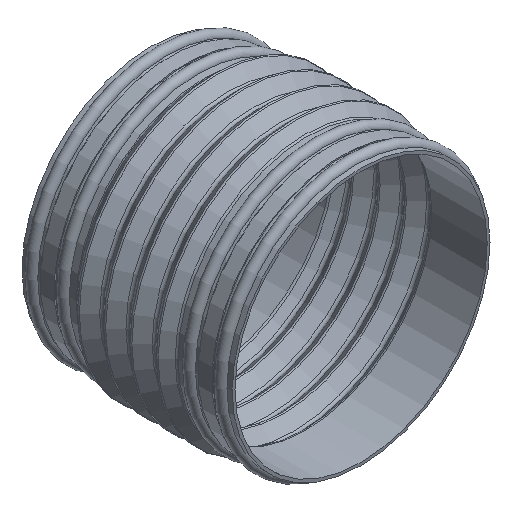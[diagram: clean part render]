
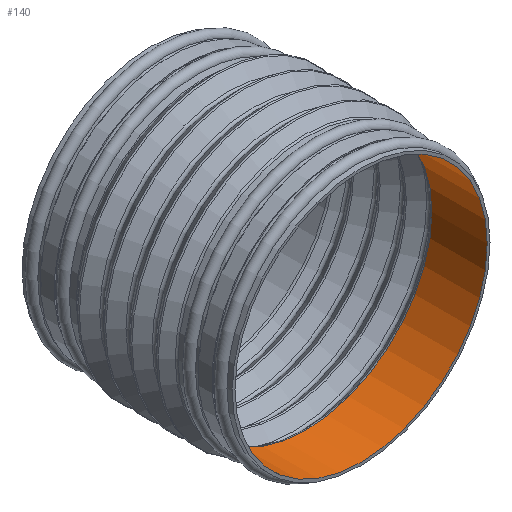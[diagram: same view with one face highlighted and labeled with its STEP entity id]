
A CAD part, isometric view. The second image highlights one B-rep face of the part: STEP entity #140.
In plain terms, the highlighted cylindrical face has radius 90 mm (diameter 180 mm), a full revolution.
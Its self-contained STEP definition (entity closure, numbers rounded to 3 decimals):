
#140 = ADVANCED_FACE( '', ( #360, #361 ), #362, .F. );
#360 = FACE_OUTER_BOUND( '', #707, .T. );
#361 = FACE_OUTER_BOUND( '', #708, .T. );
#362 = CYLINDRICAL_SURFACE( '', #709, 90. );
#707 = EDGE_LOOP( '', ( #1103 ) );
#708 = EDGE_LOOP( '', ( #1104 ) );
#709 = AXIS2_PLACEMENT_3D( '', #1105, #1106, #1107 );
#1103 = ORIENTED_EDGE( '', *, *, #1780, .T. );
#1104 = ORIENTED_EDGE( '', *, *, #1781, .F. );
#1105 = CARTESIAN_POINT( '', ( 0., 0., 0. ) );
#1106 = DIRECTION( '', ( 0., 1., 0. ) );
#1107 = DIRECTION( '', ( 0., 0., -1. ) );
#1780 = EDGE_CURVE( '', #2092, #2092, #2093, .T. );
#1781 = EDGE_CURVE( '', #2094, #2094, #2095, .T. );
#2092 = VERTEX_POINT( '', #2508 );
#2093 = CIRCLE( '', #2509, 90. );
#2094 = VERTEX_POINT( '', #2510 );
#2095 = CIRCLE( '', #2511, 90. );
#2508 = CARTESIAN_POINT( '', ( 0., 0., -90. ) );
#2509 = AXIS2_PLACEMENT_3D( '', #2941, #2942, #2943 );
#2510 = CARTESIAN_POINT( '', ( 0., 39.5, -90. ) );
#2511 = AXIS2_PLACEMENT_3D( '', #2944, #2945, #2946 );
#2941 = CARTESIAN_POINT( '', ( 0., 0., 0. ) );
#2942 = DIRECTION( '', ( 0., -1., 0. ) );
#2943 = DIRECTION( '', ( 0., 0., -1. ) );
#2944 = CARTESIAN_POINT( '', ( 0., 39.5, 0. ) );
#2945 = DIRECTION( '', ( 0., -1., 0. ) );
#2946 = DIRECTION( '', ( 0., 0., -1. ) );
